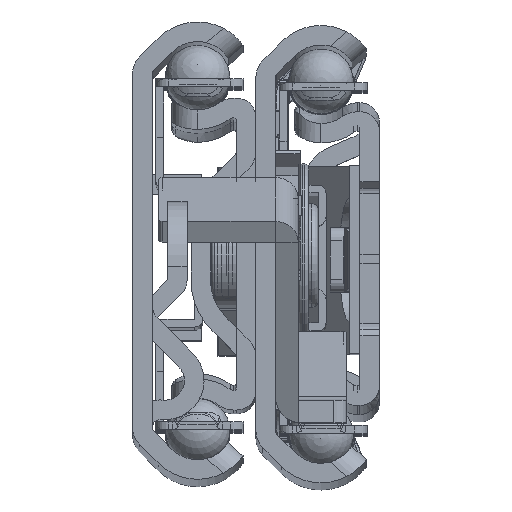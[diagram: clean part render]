
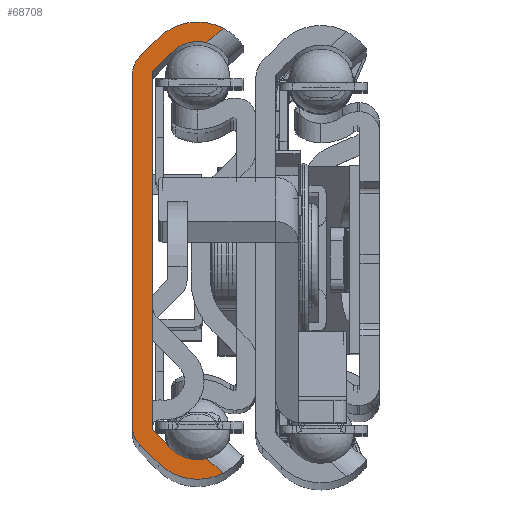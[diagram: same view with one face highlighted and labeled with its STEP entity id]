
A CAD part, top view. The second image highlights one B-rep face of the part: STEP entity #68708.
In plain terms, the highlighted planar face has unit normal (0, 0, 1).
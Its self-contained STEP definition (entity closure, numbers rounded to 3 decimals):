
#5917=PLANE('',#74679);
#9359=FACE_OUTER_BOUND('',#12962,.T.);
#12962=EDGE_LOOP('',(#60746,#60747,#60748,#60749,#60750,#60751,#60752,#60753,
#60754,#60755,#60756,#60757,#60758,#60759,#60760,#60761));
#16996=LINE('',#141383,#21223);
#17114=LINE('',#141851,#21341);
#17204=LINE('',#142180,#21431);
#17205=LINE('',#142185,#21432);
#17206=LINE('',#142190,#21433);
#17207=LINE('',#142193,#21434);
#17208=LINE('',#142195,#21435);
#17209=LINE('',#142197,#21436);
#21223=VECTOR('',#90139,10.);
#21341=VECTOR('',#90431,10.);
#21431=VECTOR('',#90693,10.);
#21432=VECTOR('',#90698,10.);
#21433=VECTOR('',#90703,10.);
#21434=VECTOR('',#90706,10.);
#21435=VECTOR('',#90707,10.);
#21436=VECTOR('',#90710,10.);
#24072=CIRCLE('',#74537,1.8);
#24117=CIRCLE('',#74673,4.3);
#24118=CIRCLE('',#74677,4.3);
#24119=CIRCLE('',#74680,2.8);
#24120=CIRCLE('',#74681,0.3);
#24121=CIRCLE('',#74682,0.3);
#24122=CIRCLE('',#74683,2.8);
#24123=CIRCLE('',#74684,1.8);
#30543=VERTEX_POINT('',#141380);
#30544=VERTEX_POINT('',#141382);
#30614=VERTEX_POINT('',#141524);
#30615=VERTEX_POINT('',#141526);
#30671=VERTEX_POINT('',#141850);
#30733=VERTEX_POINT('',#142099);
#30734=VERTEX_POINT('',#142110);
#30739=VERTEX_POINT('',#142148);
#30740=VERTEX_POINT('',#142150);
#30742=VERTEX_POINT('',#142165);
#30743=VERTEX_POINT('',#142182);
#30744=VERTEX_POINT('',#142184);
#30745=VERTEX_POINT('',#142187);
#30746=VERTEX_POINT('',#142189);
#30747=VERTEX_POINT('',#142191);
#30748=VERTEX_POINT('',#142194);
#40463=EDGE_CURVE('',#30543,#30544,#16996,.T.);
#40535=EDGE_CURVE('',#30614,#30615,#24072,.T.);
#40635=EDGE_CURVE('',#30615,#30671,#17114,.T.);
#40750=EDGE_CURVE('',#30733,#30734,#24117,.T.);
#40759=EDGE_CURVE('',#30739,#30740,#24118,.T.);
#40763=EDGE_CURVE('',#30742,#30733,#17204,.T.);
#40764=EDGE_CURVE('',#30743,#30742,#24119,.T.);
#40765=EDGE_CURVE('',#30744,#30743,#17205,.T.);
#40766=EDGE_CURVE('',#30544,#30744,#24120,.T.);
#40767=EDGE_CURVE('',#30745,#30543,#24121,.T.);
#40768=EDGE_CURVE('',#30746,#30745,#17206,.T.);
#40769=EDGE_CURVE('',#30747,#30746,#24122,.T.);
#40770=EDGE_CURVE('',#30740,#30747,#17207,.T.);
#40771=EDGE_CURVE('',#30748,#30739,#17208,.T.);
#40772=EDGE_CURVE('',#30671,#30748,#24123,.T.);
#40773=EDGE_CURVE('',#30734,#30614,#17209,.T.);
#60746=ORIENTED_EDGE('',*,*,#40763,.F.);
#60747=ORIENTED_EDGE('',*,*,#40764,.F.);
#60748=ORIENTED_EDGE('',*,*,#40765,.F.);
#60749=ORIENTED_EDGE('',*,*,#40766,.F.);
#60750=ORIENTED_EDGE('',*,*,#40463,.F.);
#60751=ORIENTED_EDGE('',*,*,#40767,.F.);
#60752=ORIENTED_EDGE('',*,*,#40768,.F.);
#60753=ORIENTED_EDGE('',*,*,#40769,.F.);
#60754=ORIENTED_EDGE('',*,*,#40770,.F.);
#60755=ORIENTED_EDGE('',*,*,#40759,.F.);
#60756=ORIENTED_EDGE('',*,*,#40771,.F.);
#60757=ORIENTED_EDGE('',*,*,#40772,.F.);
#60758=ORIENTED_EDGE('',*,*,#40635,.F.);
#60759=ORIENTED_EDGE('',*,*,#40535,.F.);
#60760=ORIENTED_EDGE('',*,*,#40773,.F.);
#60761=ORIENTED_EDGE('',*,*,#40750,.F.);
#68708=ADVANCED_FACE('',(#9359),#5917,.T.);
#74537=AXIS2_PLACEMENT_3D('',#141527,#90243,#90244);
#74673=AXIS2_PLACEMENT_3D('',#142111,#90674,#90675);
#74677=AXIS2_PLACEMENT_3D('',#142151,#90688,#90689);
#74679=AXIS2_PLACEMENT_3D('',#142181,#90694,#90695);
#74680=AXIS2_PLACEMENT_3D('',#142183,#90696,#90697);
#74681=AXIS2_PLACEMENT_3D('',#142186,#90699,#90700);
#74682=AXIS2_PLACEMENT_3D('',#142188,#90701,#90702);
#74683=AXIS2_PLACEMENT_3D('',#142192,#90704,#90705);
#74684=AXIS2_PLACEMENT_3D('',#142196,#90708,#90709);
#90139=DIRECTION('',(0.,-1.,0.));
#90243=DIRECTION('center_axis',(0.,0.,-1.));
#90244=DIRECTION('ref_axis',(1.,0.,0.));
#90431=DIRECTION('',(0.,1.,0.));
#90674=DIRECTION('center_axis',(0.,0.,-1.));
#90675=DIRECTION('ref_axis',(0.707,0.707,0.));
#90688=DIRECTION('center_axis',(0.,0.,-1.));
#90689=DIRECTION('ref_axis',(-0.814,-0.581,0.));
#90693=DIRECTION('',(0.751,-0.66,0.));
#90694=DIRECTION('center_axis',(0.,0.,1.));
#90695=DIRECTION('ref_axis',(1.,0.,0.));
#90696=DIRECTION('center_axis',(0.,0.,1.));
#90697=DIRECTION('ref_axis',(-0.707,-0.707,0.));
#90698=DIRECTION('',(0.707,-0.707,0.));
#90699=DIRECTION('center_axis',(0.,0.,1.));
#90700=DIRECTION('ref_axis',(-1.,0.,0.));
#90701=DIRECTION('center_axis',(0.,0.,1.));
#90702=DIRECTION('ref_axis',(-0.707,0.707,0.));
#90703=DIRECTION('',(-0.707,-0.707,0.));
#90704=DIRECTION('center_axis',(0.,0.,1.));
#90705=DIRECTION('ref_axis',(0.844,0.536,0.));
#90706=DIRECTION('',(-0.751,-0.66,0.));
#90707=DIRECTION('',(0.707,0.707,0.));
#90708=DIRECTION('center_axis',(0.,0.,-1.));
#90709=DIRECTION('ref_axis',(0.707,-0.707,0.));
#90710=DIRECTION('',(-0.707,0.707,0.));
#141380=CARTESIAN_POINT('',(1.5,13.636,315.5));
#141382=CARTESIAN_POINT('',(1.5,-13.636,315.5));
#141383=CARTESIAN_POINT('',(1.5,13.636,315.5));
#141524=CARTESIAN_POINT('',(0.527,-14.908,315.5));
#141526=CARTESIAN_POINT('',(0.,-13.636,315.5));
#141527=CARTESIAN_POINT('Origin',(1.8,-13.636,315.5));
#141850=CARTESIAN_POINT('',(0.,13.636,315.5));
#141851=CARTESIAN_POINT('',(0.,-13.636,315.5));
#142099=CARTESIAN_POINT('',(6.974,-17.12,315.5));
#142110=CARTESIAN_POINT('',(1.959,-16.341,315.5));
#142111=CARTESIAN_POINT('Origin',(5.,-13.3,315.5));
#142148=CARTESIAN_POINT('',(1.959,16.341,315.5));
#142150=CARTESIAN_POINT('',(6.974,17.12,315.5));
#142151=CARTESIAN_POINT('Origin',(5.,13.3,315.5));
#142165=CARTESIAN_POINT('',(5.71,-16.009,315.5));
#142180=CARTESIAN_POINT('',(0.935,-11.813,315.5));
#142181=CARTESIAN_POINT('Origin',(2.262,0.,
315.5));
#142182=CARTESIAN_POINT('',(3.02,-15.28,315.5));
#142183=CARTESIAN_POINT('Origin',(5.,-13.3,315.5));
#142184=CARTESIAN_POINT('',(1.588,-13.848,315.5));
#142185=CARTESIAN_POINT('',(1.588,-13.848,315.5));
#142186=CARTESIAN_POINT('Origin',(1.8,-13.636,315.5));
#142187=CARTESIAN_POINT('',(1.588,13.848,315.5));
#142188=CARTESIAN_POINT('Origin',(1.8,13.636,315.5));
#142189=CARTESIAN_POINT('',(3.02,15.28,315.5));
#142190=CARTESIAN_POINT('',(3.02,15.28,315.5));
#142191=CARTESIAN_POINT('',(5.71,16.009,315.5));
#142192=CARTESIAN_POINT('Origin',(5.,13.3,315.5));
#142193=CARTESIAN_POINT('',(1.503,12.312,315.5));
#142194=CARTESIAN_POINT('',(0.527,14.908,315.5));
#142195=CARTESIAN_POINT('',(0.527,14.908,315.5));
#142196=CARTESIAN_POINT('Origin',(1.8,13.636,315.5));
#142197=CARTESIAN_POINT('',(1.959,-16.341,315.5));
